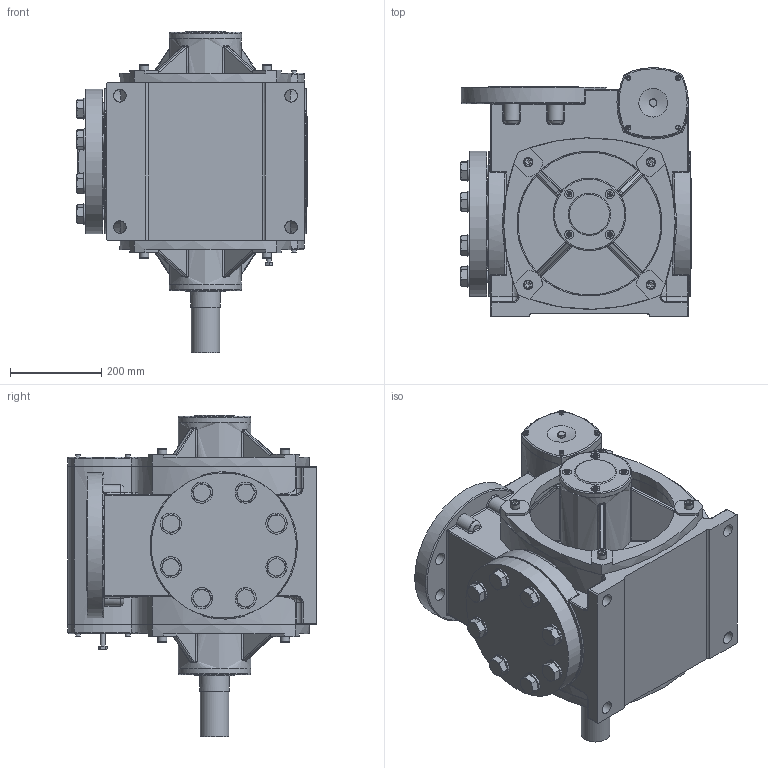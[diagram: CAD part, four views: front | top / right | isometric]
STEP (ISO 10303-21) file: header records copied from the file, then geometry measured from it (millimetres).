
FILE_DESCRIPTION(('FreeCAD Model'),'2;1');
FILE_NAME('Open CASCADE Shape Model','2025-05-07T03:44:28',('FreeCAD'),( 'FreeCAD'),'Open CASCADE STEP processor 7.6','FreeCAD','Unknown');
FILE_SCHEMA(('AUTOMOTIVE_DESIGN { 1 0 10303 214 1 1 1 1 }'));
Products named in the file (1): Open CASCADE STEP translator 7.6 1
Bounding box: 505.09 x 544.86 x 705.18 mm (x, y, z)
Volume: 64069708.5 mm3; surface area: 2898090.9 mm2
Topology: 49 solids, 49 shells, 1495 faces, 3663 edges, 2308 vertices
Faces by surface type: bspline 1495
Entity records: 50836 total; most frequent: CARTESIAN_POINT 30234, ORIENTED_EDGE 7274, EDGE_CURVE 3637, VERTEX_POINT 2308, B_SPLINE_CURVE_WITH_KNOTS 1720, FACE_BOUND 1707, EDGE_LOOP 1707, ADVANCED_FACE 1495
